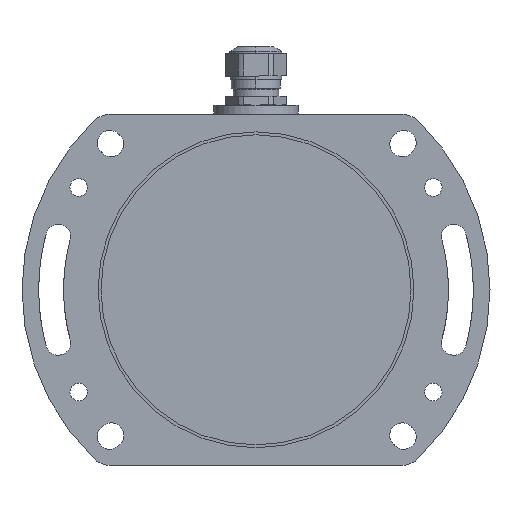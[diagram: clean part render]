
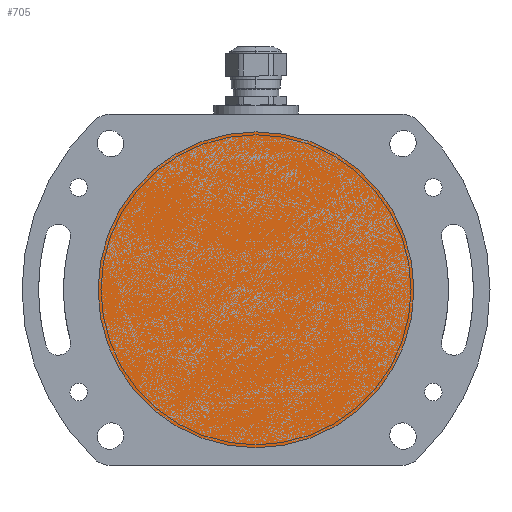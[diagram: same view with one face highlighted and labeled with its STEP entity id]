
A CAD part, front view. The second image highlights one B-rep face of the part: STEP entity #705.
In plain terms, the highlighted planar face has unit normal (0, -1, 0).
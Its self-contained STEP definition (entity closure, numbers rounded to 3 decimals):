
#184=PLANE('',#9138);
#705=ADVANCED_FACE('',(#1198),#184,.T.);
#1198=FACE_OUTER_BOUND('',#1704,.F.);
#1704=EDGE_LOOP('',(#2602,#2603));
#2602=ORIENTED_EDGE('',*,*,#6008,.F.);
#2603=ORIENTED_EDGE('',*,*,#6004,.F.);
#6004=EDGE_CURVE('',#8026,#8025,#7193,.T.);
#6008=EDGE_CURVE('',#8025,#8026,#7195,.T.);
#7193=CIRCLE('',#9132,54.);
#7195=CIRCLE('',#9134,54.);
#8025=VERTEX_POINT('',#13932);
#8026=VERTEX_POINT('',#13933);
#9132=AXIS2_PLACEMENT_3D('',#13937,#10815,#10816);
#9134=AXIS2_PLACEMENT_3D('',#13941,#10821,#10822);
#9138=AXIS2_PLACEMENT_3D('',#13945,#10829,#10830);
#10815=DIRECTION('',(0.,-1.,0.));
#10816=DIRECTION('',(-1.,0.,0.));
#10821=DIRECTION('',(0.,-1.,0.));
#10822=DIRECTION('',(1.,0.,0.));
#10829=DIRECTION('',(0.,-1.,0.));
#10830=DIRECTION('',(0.,0.,-1.));
#13932=CARTESIAN_POINT('',(90.5,-45.,0.));
#13933=CARTESIAN_POINT('',(-17.5,-45.,0.));
#13937=CARTESIAN_POINT('',(36.5,-45.,0.));
#13941=CARTESIAN_POINT('',(36.5,-45.,0.));
#13945=CARTESIAN_POINT('',(-18.58,-45.,55.08));
